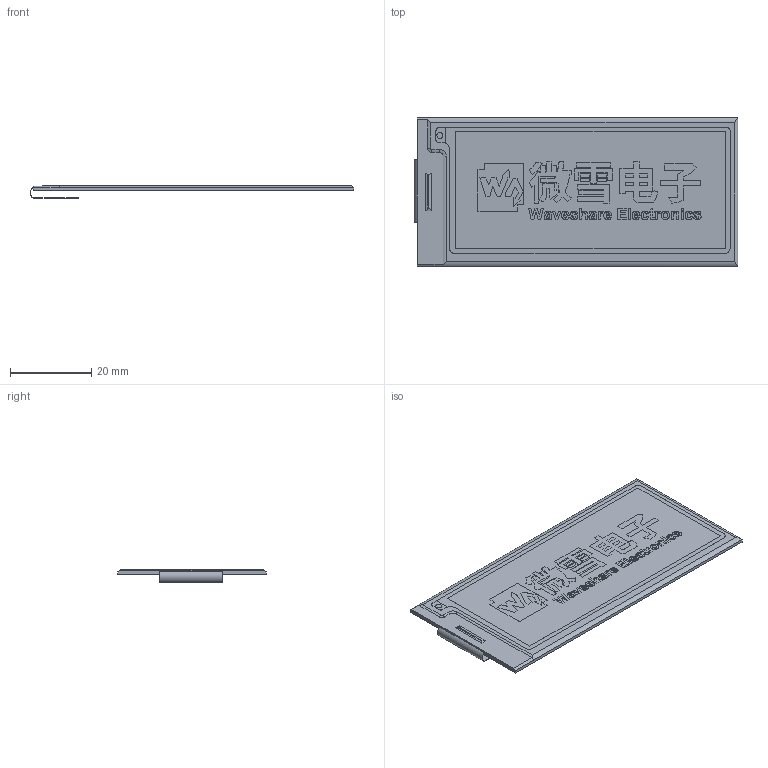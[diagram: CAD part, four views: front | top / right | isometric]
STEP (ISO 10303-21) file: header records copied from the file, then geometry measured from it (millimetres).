
FILE_DESCRIPTION(/* description */ ('STEP AP242','CAx-IF Rec.Pracs.---Representation and Presentation of Product Manufacturing Information (PMI)---4.0---2014-10-13','CAx-IF Rec.Pracs.---3D Tessellated Geometry---0.4---2014-09-14','2;1'),/* implementation_level */ '2;1');
FILE_NAME(/* name */ '637d1264735bca730c40f1b9',/* time_stamp */ '2022-11-22T18:18:14+00:00',/* author */ (''),/* organization */ (''),/* preprocessor_version */ 'ST-DEVELOPER v18.102',/* originating_system */ ' ',/* authorisation */ ' ');
FILE_SCHEMA (('AP242_MANAGED_MODEL_BASED_3D_ENGINEERING_MIM_LF { 1 0 10303 442 1 1 4 }'));
Length unit declared in the file: metre
Products named in the file (1): Waveshare 2.9 E-ink - Display Folded v1
Bounding box: 79.88 x 36.75 x 3.17 mm (x, y, z)
Volume: 3645 mm3; surface area: 6634.6 mm2
Topology: 1 solids, 21 shells, 770 faces, 1951 edges, 1297 vertices
Faces by surface type: plane 648, bspline 82, cylinder 38, torus 2
Full cylindrical faces by diameter (mm): 1.497 x1
Entity records: 29884 total; most frequent: CARTESIAN_POINT 8138, ORIENTED_EDGE 3886, DIRECTION 3226, EDGE_CURVE 1943, LINE 1700, VECTOR 1700, VERTEX_POINT 1296, EDGE_LOOP 863
